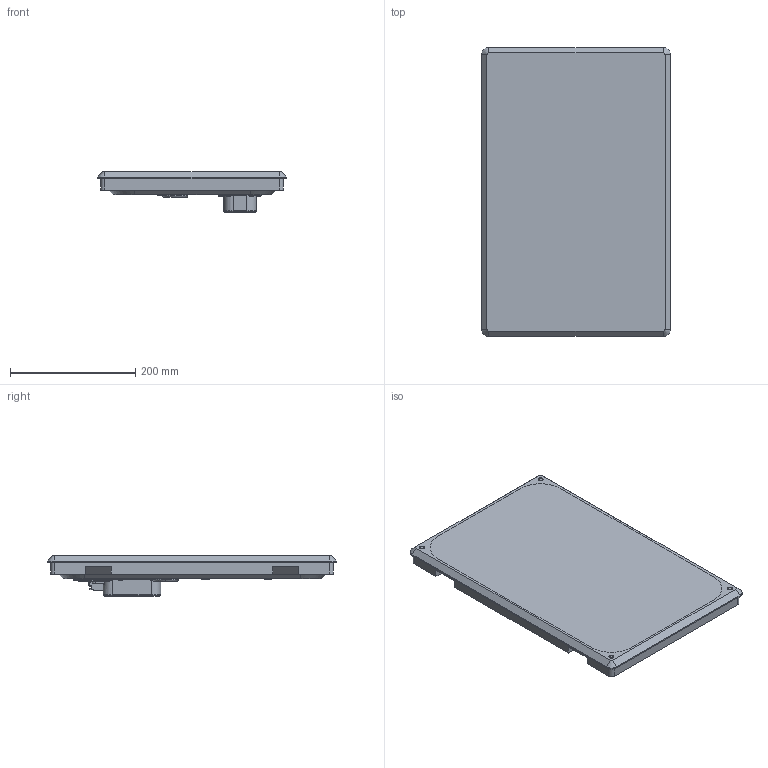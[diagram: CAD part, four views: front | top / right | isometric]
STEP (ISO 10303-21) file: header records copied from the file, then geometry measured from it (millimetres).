
FILE_DESCRIPTION (( 'STEP AP203' ), '1' );
FILE_NAME ('AGILERA TR.STEP', '2024-08-14T07:58:07', ( '' ), ( '' ), 'SwSTEP 2.0', 'SolidWorks 2024', '' );
FILE_SCHEMA (( 'CONFIG_CONTROL_DESIGN' ));
Length unit declared in the file: millimetre
Products named in the file (17): socket countersunk head screw_din_DIN 7991 - M4 x 10 --- 5.6N; Бокс Транса; hex tapping screws_iso_Tapping Screw ISO 14585 - ST3.5 x 9.5-C-N; задник; hex socket head screws_iso_ISO 14586 - ST3.5 x 22-C-N; гриль; винт мебельный 6_25; мембрана; резьбовая вставка; резьбовая заклепка; Клеммник; трансформатор; кольцо стеклотекст; 1Экс Низ.; AGILERA TR; корпус мембраны; prevailing torque nut style 1 insert_din_DIN EN ISO 7040 - M4 - N
Assembly tree (43 placements, depth 2):
  AGILERA TR
    задник
    корпус мембраны
    мембрана
    1Экс Низ.
    резьбовая заклепка  x4
    hex tapping screws_iso_Tapping Screw ISO 14585 - ST3.5 x 9.5-C-N  x14
    кольцо стеклотекст
    hex socket head screws_iso_ISO 14586 - ST3.5 x 22-C-N  x4
    гриль
    резьбовая вставка  x4
    винт мебельный 6_25  x4
    Клеммник
    Бокс Транса
    трансформатор
    socket countersunk head screw_din_DIN 7991 - M4 x 10 --- 5.6N  x2
    prevailing torque nut style 1 insert_din_DIN EN ISO 7040 - M4 - N  x2
Bounding box: 301 x 461 x 64.8 mm (x, y, z)
Volume: 1775509.8 mm3; surface area: 890205.5 mm2
Topology: 44 solids, 45 shells, 2078 faces, 4901 edges, 2985 vertices
Faces by surface type: plane 902, cylinder 707, cone 295, torus 110, bspline 36, sphere 28
Entity records: 45067 total; most frequent: DIRECTION 7786, CARTESIAN_POINT 7470, ORIENTED_EDGE 7010, EDGE_CURVE 3505, AXIS2_PLACEMENT_3D 2892, VERTEX_POINT 2210, VECTOR 2002, LINE 2002
